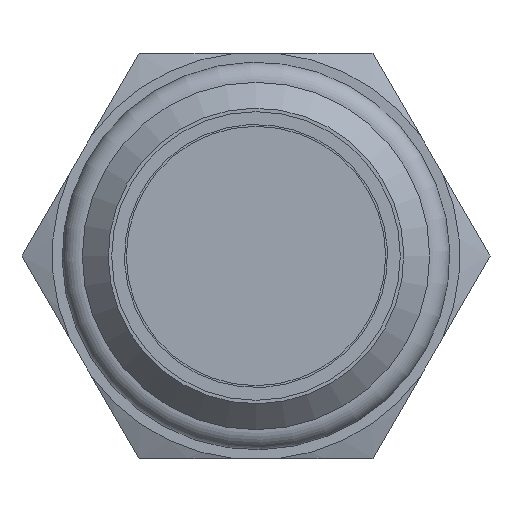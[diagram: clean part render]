
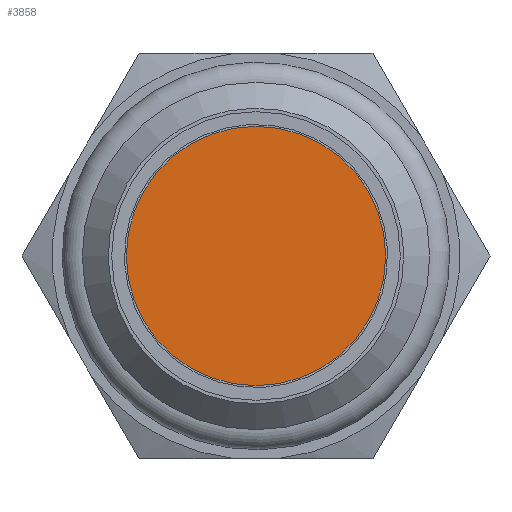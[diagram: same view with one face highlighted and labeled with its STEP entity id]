
A CAD part, left-side view. The second image highlights one B-rep face of the part: STEP entity #3858.
In plain terms, the highlighted planar face has unit normal (-1, 0, 0).
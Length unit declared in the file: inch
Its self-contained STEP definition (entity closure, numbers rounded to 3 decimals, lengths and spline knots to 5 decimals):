
#3842=CARTESIAN_POINT('',(-2.0,0.14,0.0));
#3843=DIRECTION('',(-1.0,0.0,0.0));
#3844=DIRECTION('',(0.0,0.0,1.0));
#3845=AXIS2_PLACEMENT_3D('',#3842,#3843,#3844);
#3846=PLANE('',#3845);
#3847=CARTESIAN_POINT('',(-2.0,0.28,0.0));
#3848=VERTEX_POINT('',#3847);
#3849=CARTESIAN_POINT('',(-2.0,0.0,0.0));
#3850=DIRECTION('',(1.0,0.0,0.0));
#3851=DIRECTION('',(0.0,1.0,0.0));
#3852=AXIS2_PLACEMENT_3D('',#3849,#3850,#3851);
#3853=CIRCLE('',#3852,0.28);
#3854=EDGE_CURVE('',#3848,#3848,#3853,.T.);
#3855=ORIENTED_EDGE('',*,*,#3854,.F.);
#3856=EDGE_LOOP('',(#3855));
#3857=FACE_OUTER_BOUND('',#3856,.T.);
#3858=ADVANCED_FACE('',(#3857),#3846,.T.);
